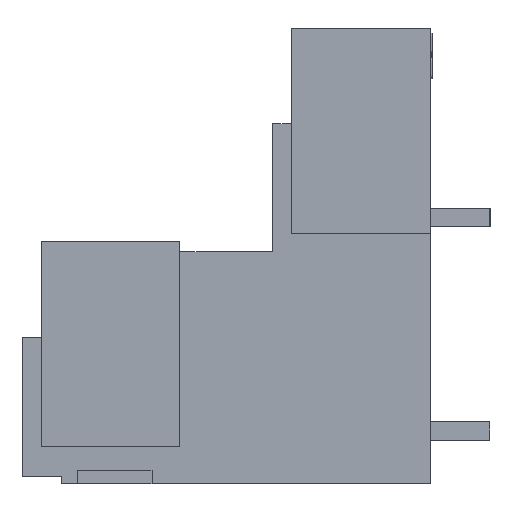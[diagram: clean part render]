
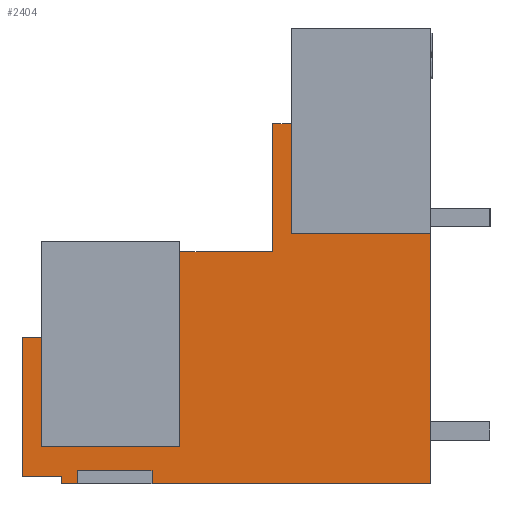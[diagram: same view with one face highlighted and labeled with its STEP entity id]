
A CAD part, left-side view. The second image highlights one B-rep face of the part: STEP entity #2404.
In plain terms, the highlighted planar face has unit normal (-1, 0, 0).
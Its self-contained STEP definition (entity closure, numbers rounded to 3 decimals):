
#2286=AXIS2_PLACEMENT_3D('Plane Axis2P3D',#2283,#2284,#2285) ;
#124=CARTESIAN_POINT('Vertex',(3.45,16.7,12.5)) ;
#127=CARTESIAN_POINT('Line Origine',(3.45,14.2,12.5)) ;
#131=CARTESIAN_POINT('Vertex',(3.45,11.7,12.5)) ;
#783=CARTESIAN_POINT('Line Origine',(3.45,24.175,4.95)) ;
#787=CARTESIAN_POINT('Vertex',(3.45,24.175,7.9)) ;
#789=CARTESIAN_POINT('Vertex',(3.45,24.175,2.)) ;
#1946=CARTESIAN_POINT('Line Origine',(3.45,20.438,2.)) ;
#1950=CARTESIAN_POINT('Vertex',(3.45,16.7,2.)) ;
#2022=CARTESIAN_POINT('Line Origine',(3.45,16.7,7.25)) ;
#2283=CARTESIAN_POINT('Axis2P3D Location',(3.45,3.2,0.4)) ;
#2288=CARTESIAN_POINT('Line Origine',(3.45,10.7,0.)) ;
#2292=CARTESIAN_POINT('Vertex',(3.45,18.2,0.)) ;
#2294=CARTESIAN_POINT('Vertex',(3.45,3.2,0.)) ;
#2297=CARTESIAN_POINT('Line Origine',(3.45,3.2,6.75)) ;
#2301=CARTESIAN_POINT('Vertex',(3.45,3.2,13.5)) ;
#2304=CARTESIAN_POINT('Line Origine',(3.45,6.95,13.5)) ;
#2308=CARTESIAN_POINT('Vertex',(3.45,10.7,13.5)) ;
#2311=CARTESIAN_POINT('Line Origine',(3.45,10.7,16.45)) ;
#2315=CARTESIAN_POINT('Vertex',(3.45,10.7,19.4)) ;
#2318=CARTESIAN_POINT('Line Origine',(3.45,11.2,19.4)) ;
#2322=CARTESIAN_POINT('Vertex',(3.45,11.7,19.4)) ;
#2325=CARTESIAN_POINT('Line Origine',(3.45,11.7,15.95)) ;
#2330=CARTESIAN_POINT('Line Origine',(3.45,24.687,7.9)) ;
#2334=CARTESIAN_POINT('Vertex',(3.45,25.2,7.9)) ;
#2337=CARTESIAN_POINT('Line Origine',(3.45,25.2,4.15)) ;
#2341=CARTESIAN_POINT('Vertex',(3.45,25.2,0.4)) ;
#2344=CARTESIAN_POINT('Line Origine',(3.45,24.145,0.4)) ;
#2348=CARTESIAN_POINT('Vertex',(3.45,23.09,0.4)) ;
#2351=CARTESIAN_POINT('Line Origine',(3.45,23.09,0.2)) ;
#2355=CARTESIAN_POINT('Vertex',(3.45,23.09,0.)) ;
#2358=CARTESIAN_POINT('Line Origine',(3.45,22.645,0.)) ;
#2362=CARTESIAN_POINT('Vertex',(3.45,22.2,0.)) ;
#2365=CARTESIAN_POINT('Line Origine',(3.45,22.2,0.35)) ;
#2369=CARTESIAN_POINT('Vertex',(3.45,22.2,0.7)) ;
#2372=CARTESIAN_POINT('Line Origine',(3.45,20.2,0.7)) ;
#2376=CARTESIAN_POINT('Vertex',(3.45,18.2,0.7)) ;
#2379=CARTESIAN_POINT('Line Origine',(3.45,18.2,0.35)) ;
#128=DIRECTION('Vector Direction',(0.,1.,0.)) ;
#784=DIRECTION('Vector Direction',(0.,0.,-1.)) ;
#1947=DIRECTION('Vector Direction',(0.,-1.,0.)) ;
#2023=DIRECTION('Vector Direction',(0.,0.,-1.)) ;
#2284=DIRECTION('Axis2P3D Direction',(-1.,0.,0.)) ;
#2285=DIRECTION('Axis2P3D XDirection',(0.,0.,-1.)) ;
#2289=DIRECTION('Vector Direction',(0.,-1.,0.)) ;
#2298=DIRECTION('Vector Direction',(0.,0.,1.)) ;
#2305=DIRECTION('Vector Direction',(0.,-1.,0.)) ;
#2312=DIRECTION('Vector Direction',(0.,0.,-1.)) ;
#2319=DIRECTION('Vector Direction',(0.,1.,0.)) ;
#2326=DIRECTION('Vector Direction',(0.,0.,-1.)) ;
#2331=DIRECTION('Vector Direction',(0.,1.,0.)) ;
#2338=DIRECTION('Vector Direction',(0.,0.,-1.)) ;
#2345=DIRECTION('Vector Direction',(0.,-1.,0.)) ;
#2352=DIRECTION('Vector Direction',(0.,0.,-1.)) ;
#2359=DIRECTION('Vector Direction',(0.,-1.,0.)) ;
#2366=DIRECTION('Vector Direction',(0.,0.,1.)) ;
#2373=DIRECTION('Vector Direction',(0.,-1.,0.)) ;
#2380=DIRECTION('Vector Direction',(0.,0.,1.)) ;
#129=VECTOR('Line Direction',#128,1.) ;
#785=VECTOR('Line Direction',#784,1.) ;
#1948=VECTOR('Line Direction',#1947,1.) ;
#2024=VECTOR('Line Direction',#2023,1.) ;
#2290=VECTOR('Line Direction',#2289,1.) ;
#2299=VECTOR('Line Direction',#2298,1.) ;
#2306=VECTOR('Line Direction',#2305,1.) ;
#2313=VECTOR('Line Direction',#2312,1.) ;
#2320=VECTOR('Line Direction',#2319,1.) ;
#2327=VECTOR('Line Direction',#2326,1.) ;
#2332=VECTOR('Line Direction',#2331,1.) ;
#2339=VECTOR('Line Direction',#2338,1.) ;
#2346=VECTOR('Line Direction',#2345,1.) ;
#2353=VECTOR('Line Direction',#2352,1.) ;
#2360=VECTOR('Line Direction',#2359,1.) ;
#2367=VECTOR('Line Direction',#2366,1.) ;
#2374=VECTOR('Line Direction',#2373,1.) ;
#2381=VECTOR('Line Direction',#2380,1.) ;
#2385=ORIENTED_EDGE('',*,*,#2296,.T.) ;
#2386=ORIENTED_EDGE('',*,*,#2303,.T.) ;
#2387=ORIENTED_EDGE('',*,*,#2310,.F.) ;
#2388=ORIENTED_EDGE('',*,*,#2317,.F.) ;
#2389=ORIENTED_EDGE('',*,*,#2324,.T.) ;
#2390=ORIENTED_EDGE('',*,*,#2329,.T.) ;
#2391=ORIENTED_EDGE('',*,*,#133,.T.) ;
#2392=ORIENTED_EDGE('',*,*,#2026,.T.) ;
#2393=ORIENTED_EDGE('',*,*,#1952,.F.) ;
#2394=ORIENTED_EDGE('',*,*,#791,.F.) ;
#2395=ORIENTED_EDGE('',*,*,#2336,.T.) ;
#2396=ORIENTED_EDGE('',*,*,#2343,.T.) ;
#2397=ORIENTED_EDGE('',*,*,#2350,.T.) ;
#2398=ORIENTED_EDGE('',*,*,#2357,.T.) ;
#2399=ORIENTED_EDGE('',*,*,#2364,.T.) ;
#2400=ORIENTED_EDGE('',*,*,#2371,.T.) ;
#2401=ORIENTED_EDGE('',*,*,#2378,.T.) ;
#2402=ORIENTED_EDGE('',*,*,#2383,.F.) ;
#2404=ADVANCED_FACE('HOUSING',(#2403),#2287,.T.) ;
#133=EDGE_CURVE('',#132,#125,#130,.T.) ;
#791=EDGE_CURVE('',#788,#790,#786,.T.) ;
#1952=EDGE_CURVE('',#790,#1951,#1949,.T.) ;
#2026=EDGE_CURVE('',#125,#1951,#2025,.T.) ;
#2296=EDGE_CURVE('',#2293,#2295,#2291,.T.) ;
#2303=EDGE_CURVE('',#2295,#2302,#2300,.T.) ;
#2310=EDGE_CURVE('',#2309,#2302,#2307,.T.) ;
#2317=EDGE_CURVE('',#2316,#2309,#2314,.T.) ;
#2324=EDGE_CURVE('',#2316,#2323,#2321,.T.) ;
#2329=EDGE_CURVE('',#2323,#132,#2328,.T.) ;
#2336=EDGE_CURVE('',#788,#2335,#2333,.T.) ;
#2343=EDGE_CURVE('',#2335,#2342,#2340,.T.) ;
#2350=EDGE_CURVE('',#2342,#2349,#2347,.T.) ;
#2357=EDGE_CURVE('',#2349,#2356,#2354,.T.) ;
#2364=EDGE_CURVE('',#2356,#2363,#2361,.T.) ;
#2371=EDGE_CURVE('',#2363,#2370,#2368,.T.) ;
#2378=EDGE_CURVE('',#2370,#2377,#2375,.T.) ;
#2383=EDGE_CURVE('',#2293,#2377,#2382,.T.) ;
#2384=EDGE_LOOP('',(#2385,#2386,#2387,#2388,#2389,#2390,#2391,#2392,#2393,#2394,#2395,#2396,#2397,#2398,#2399,#2400,#2401,#2402)) ;
#2403=FACE_OUTER_BOUND('',#2384,.T.) ;
#130=LINE('Line',#127,#129) ;
#786=LINE('Line',#783,#785) ;
#1949=LINE('Line',#1946,#1948) ;
#2025=LINE('Line',#2022,#2024) ;
#2291=LINE('Line',#2288,#2290) ;
#2300=LINE('Line',#2297,#2299) ;
#2307=LINE('Line',#2304,#2306) ;
#2314=LINE('Line',#2311,#2313) ;
#2321=LINE('Line',#2318,#2320) ;
#2328=LINE('Line',#2325,#2327) ;
#2333=LINE('Line',#2330,#2332) ;
#2340=LINE('Line',#2337,#2339) ;
#2347=LINE('Line',#2344,#2346) ;
#2354=LINE('Line',#2351,#2353) ;
#2361=LINE('Line',#2358,#2360) ;
#2368=LINE('Line',#2365,#2367) ;
#2375=LINE('Line',#2372,#2374) ;
#2382=LINE('Line',#2379,#2381) ;
#2287=PLANE('',#2286) ;
#125=VERTEX_POINT('',#124) ;
#132=VERTEX_POINT('',#131) ;
#788=VERTEX_POINT('',#787) ;
#790=VERTEX_POINT('',#789) ;
#1951=VERTEX_POINT('',#1950) ;
#2293=VERTEX_POINT('',#2292) ;
#2295=VERTEX_POINT('',#2294) ;
#2302=VERTEX_POINT('',#2301) ;
#2309=VERTEX_POINT('',#2308) ;
#2316=VERTEX_POINT('',#2315) ;
#2323=VERTEX_POINT('',#2322) ;
#2335=VERTEX_POINT('',#2334) ;
#2342=VERTEX_POINT('',#2341) ;
#2349=VERTEX_POINT('',#2348) ;
#2356=VERTEX_POINT('',#2355) ;
#2363=VERTEX_POINT('',#2362) ;
#2370=VERTEX_POINT('',#2369) ;
#2377=VERTEX_POINT('',#2376) ;
